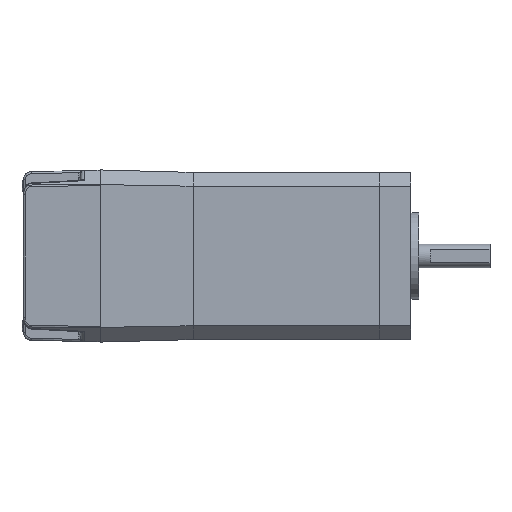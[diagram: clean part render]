
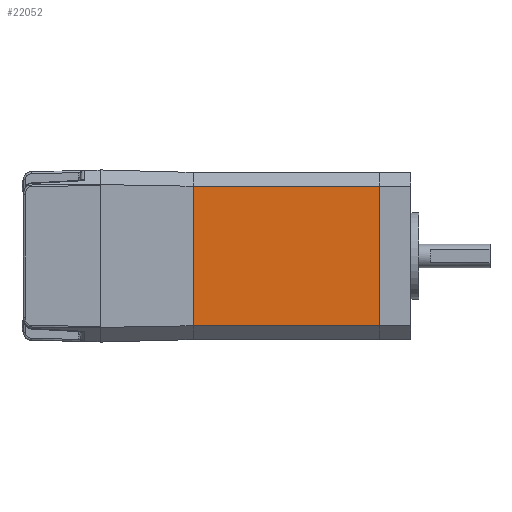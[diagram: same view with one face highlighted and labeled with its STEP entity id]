
A CAD part, left-side view. The second image highlights one B-rep face of the part: STEP entity #22052.
In plain terms, the highlighted planar face has unit normal (-1, 0, 0).
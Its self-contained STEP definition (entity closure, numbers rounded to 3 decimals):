
#9842 = CARTESIAN_POINT ( 'NONE',  ( -30.591, -9.098, 43.325 ) ) ;
#13241 = VERTEX_POINT ( 'NONE', #48043 ) ;
#14226 = DIRECTION ( 'NONE',  ( 0., 0., -1. ) ) ;
#17385 = EDGE_CURVE ( 'NONE', #73365, #32911, #50722, .T. ) ;
#17641 = EDGE_LOOP ( 'NONE', ( #47864, #23844, #25252, #65219 ) ) ;
#22052 = ADVANCED_FACE ( 'NONE', ( #44201 ), #71451, .F. ) ;
#23239 = CARTESIAN_POINT ( 'NONE',  ( -30.591, -9.098, 78.625 ) ) ;
#23844 = ORIENTED_EDGE ( 'NONE', *, *, #63860, .F. ) ;
#25252 = ORIENTED_EDGE ( 'NONE', *, *, #55459, .F. ) ;
#26865 = CARTESIAN_POINT ( 'NONE',  ( -30.591, -9.098, 43.325 ) ) ;
#30575 = DIRECTION ( 'NONE',  ( 0., -1., 0. ) ) ;
#32911 = VERTEX_POINT ( 'NONE', #23239 ) ;
#34561 = CARTESIAN_POINT ( 'NONE',  ( -30.591, -56.198, 43.325 ) ) ;
#36619 = VECTOR ( 'NONE', #47220, 1000. ) ;
#37764 = VECTOR ( 'NONE', #14226, 1000. ) ;
#38776 = DIRECTION ( 'NONE',  ( 0., 0., -1. ) ) ;
#42235 = CARTESIAN_POINT ( 'NONE',  ( -30.591, -9.098, 43.325 ) ) ;
#42605 = CARTESIAN_POINT ( 'NONE',  ( -30.591, -9.098, 43.325 ) ) ;
#43718 = DIRECTION ( 'NONE',  ( 1., 0., 0. ) ) ;
#44201 = FACE_OUTER_BOUND ( 'NONE', #17641, .T. ) ;
#45216 = VERTEX_POINT ( 'NONE', #34561 ) ;
#47220 = DIRECTION ( 'NONE',  ( 0., 0., 1. ) ) ;
#47864 = ORIENTED_EDGE ( 'NONE', *, *, #68358, .T. ) ;
#48043 = CARTESIAN_POINT ( 'NONE',  ( -30.591, -56.198, 78.625 ) ) ;
#48788 = CARTESIAN_POINT ( 'NONE',  ( -30.591, -56.198, 78.625 ) ) ;
#50722 = LINE ( 'NONE', #26865, #36619 ) ;
#51660 = AXIS2_PLACEMENT_3D ( 'NONE', #42235, #43718, #38776 ) ;
#51840 = VECTOR ( 'NONE', #30575, 1000. ) ;
#55459 = EDGE_CURVE ( 'NONE', #32911, #13241, #60546, .T. ) ;
#57933 = DIRECTION ( 'NONE',  ( 0., -1., 0. ) ) ;
#60546 = LINE ( 'NONE', #76857, #61417 ) ;
#61417 = VECTOR ( 'NONE', #57933, 1000. ) ;
#63860 = EDGE_CURVE ( 'NONE', #13241, #45216, #69191, .T. ) ;
#65219 = ORIENTED_EDGE ( 'NONE', *, *, #17385, .F. ) ;
#66182 = LINE ( 'NONE', #42605, #51840 ) ;
#68358 = EDGE_CURVE ( 'NONE', #73365, #45216, #66182, .T. ) ;
#69191 = LINE ( 'NONE', #48788, #37764 ) ;
#71451 = PLANE ( 'NONE',  #51660 ) ;
#73365 = VERTEX_POINT ( 'NONE', #9842 ) ;
#76857 = CARTESIAN_POINT ( 'NONE',  ( -30.591, -9.098, 78.625 ) ) ;
